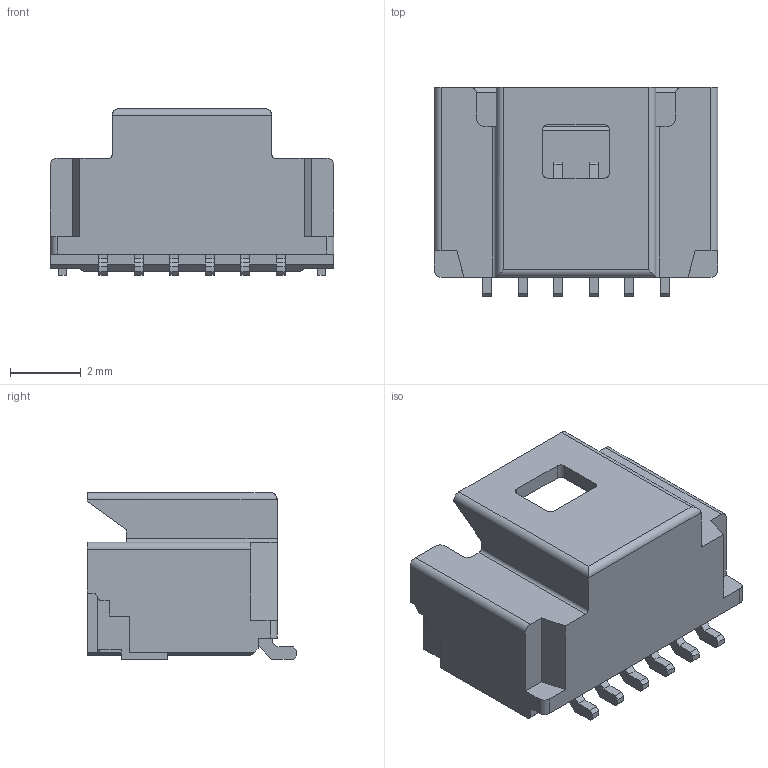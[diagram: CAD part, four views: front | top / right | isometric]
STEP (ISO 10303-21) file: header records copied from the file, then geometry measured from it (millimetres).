
FILE_DESCRIPTION((''),'2;1');
FILE_NAME('5015680607','2017-07-20T',('ksrinivasara'),(''),'PRO/ENGINEER BY PARAMETRIC TECHNOLOGY CORPORATION, 2012310','PRO/ENGINEER BY PARAMETRIC TECHNOLOGY CORPORATION, 2012310','');
FILE_SCHEMA(('CONFIG_CONTROL_DESIGN'));
Length unit declared in the file: millimetre
Products named in the file (1): 5015680607
Bounding box: 8 x 5.9 x 4.7 mm (x, y, z)
Volume: 81.1 mm3; surface area: 303.9 mm2
Topology: 1 solids, 1 shells, 271 faces, 830 edges, 567 vertices
Faces by surface type: plane 225, cylinder 41, cone 4, bspline 1
Entity records: 9234 total; most frequent: CARTESIAN_POINT 1700, ORIENTED_EDGE 1582, DIRECTION 1471, EDGE_CURVE 791, VECTOR 717, LINE 717, VERTEX_POINT 528, AXIS2_PLACEMENT_3D 377
